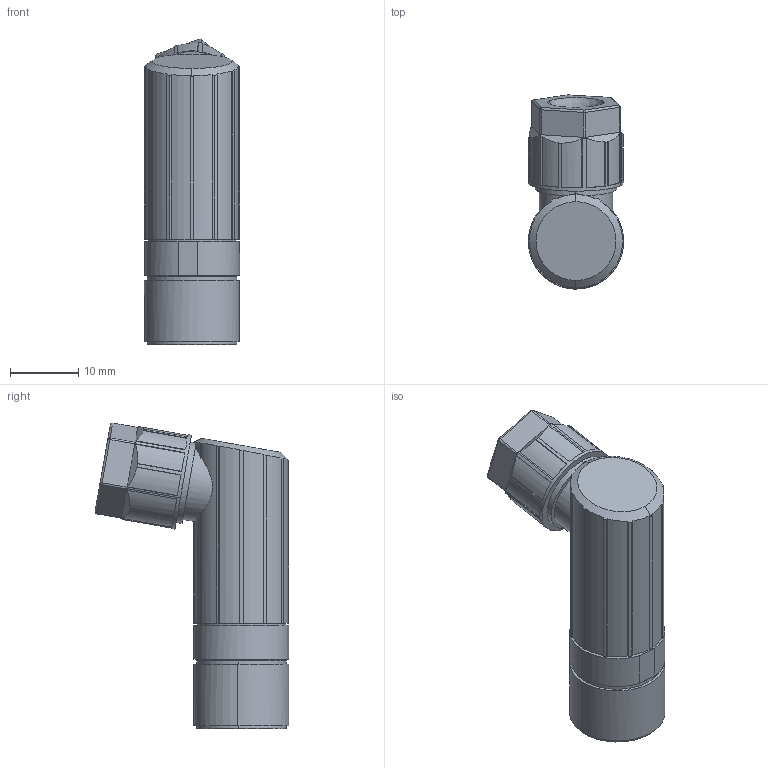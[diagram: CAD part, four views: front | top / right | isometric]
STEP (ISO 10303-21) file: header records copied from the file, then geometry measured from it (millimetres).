
FILE_DESCRIPTION(('CATIA V5 STEP Exchange','CAx-IF Rec.Pracs.--- Model Styling and Organization---1.5--- 2016-08-15','CAx-IF Rec.Pracs.---Supplemental Geometry---1.0---2011-11-01','CAx-IF Rec.Pracs.--- Composite Materials ---1.1---2010-07-15'),'2;1');
FILE_NAME ('2091743-2_0', '2025-02-19T10:08:54+00:00', ('none'), ('Weidmueller'), 'CATIA Version 5-6 Release 2022 SP4 HF5', 'CATIA V5 STEP AP214 v3', 'none');
FILE_SCHEMA(('AUTOMOTIVE_DESIGN { 1 0 10303 214 1 1 1 1 }'));
Length unit declared in the file: millimetre
Products named in the file (1): 3103380000
Bounding box: 14 x 28.49 x 44.95 mm (x, y, z)
Volume: 5667.8 mm3; surface area: 5306.1 mm2
Topology: 1 solids, 1 shells, 448 faces, 1262 edges, 841 vertices
Faces by surface type: plane 236, cylinder 147, extrusion 39, cone 18, sphere 6, torus 2
Entity records: 15173 total; most frequent: CARTESIAN_POINT 4702, ORIENTED_EDGE 2524, DIRECTION 1435, EDGE_CURVE 1262, VERTEX_POINT 841, VECTOR 752, LINE 713, EDGE_LOOP 475
